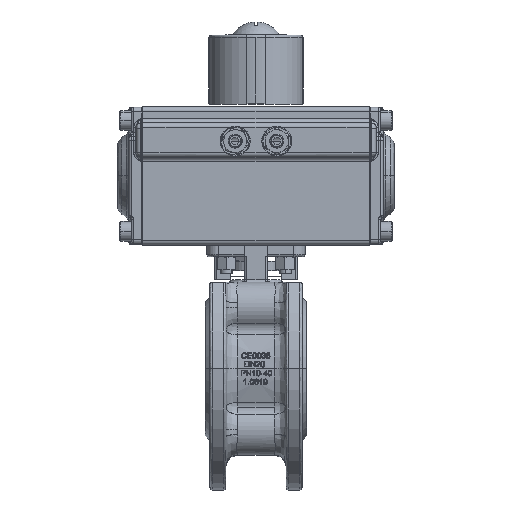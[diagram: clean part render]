
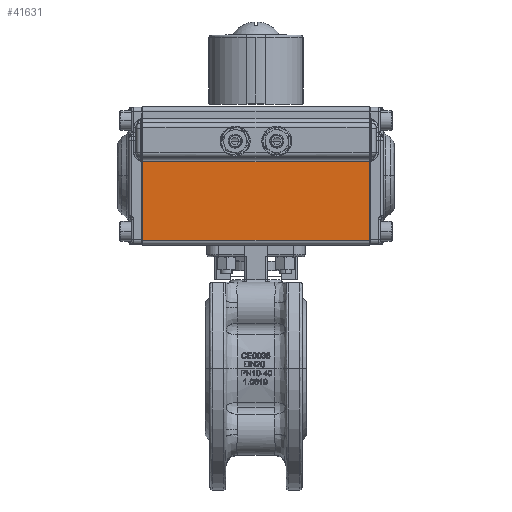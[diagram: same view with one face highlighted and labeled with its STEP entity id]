
A CAD part, top view. The second image highlights one B-rep face of the part: STEP entity #41631.
In plain terms, the highlighted planar face has unit normal (0, 0, -1).
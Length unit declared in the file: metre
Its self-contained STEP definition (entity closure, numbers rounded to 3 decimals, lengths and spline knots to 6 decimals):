
#1526 = VERTEX_POINT ( 'NONE', #5236 ) ;
#1866 = ORIENTED_EDGE ( 'NONE', *, *, #89449, .T. ) ;
#5236 = CARTESIAN_POINT ( 'NONE',  ( 0.047027, 0.052041, 0.13 ) ) ;
#7364 = VERTEX_POINT ( 'NONE', #89156 ) ;
#9652 = DIRECTION ( 'NONE',  ( 1., 0., 0. ) ) ;
#10822 = VERTEX_POINT ( 'NONE', #13985 ) ;
#13985 = CARTESIAN_POINT ( 'NONE',  ( -0.050973, 0.052041, 0.13 ) ) ;
#14324 = DIRECTION ( 'NONE',  ( 0., 0., -1. ) ) ;
#15974 = LINE ( 'NONE', #30856, #41769 ) ;
#16891 = DIRECTION ( 'NONE',  ( 0., 1., 0. ) ) ;
#19634 = VECTOR ( 'NONE', #76149, 1. ) ;
#20614 = AXIS2_PLACEMENT_3D ( 'NONE', #47767, #14324, #42309 ) ;
#21034 = LINE ( 'NONE', #74388, #19634 ) ;
#30856 = CARTESIAN_POINT ( 'NONE',  ( 0.047027, 0.086041, 0.13 ) ) ;
#38472 = DIRECTION ( 'NONE',  ( -1., 0., 0. ) ) ;
#39721 = EDGE_CURVE ( 'NONE', #10822, #7364, #57586, .T. ) ;
#41320 = EDGE_LOOP ( 'NONE', ( #75939, #1866, #58723, #60950 ) ) ;
#41631 = ADVANCED_FACE ( 'NONE', ( #69902 ), #48660, .T. ) ;
#41769 = VECTOR ( 'NONE', #9652, 1. ) ;
#42309 = DIRECTION ( 'NONE',  ( 0., 1., 0. ) ) ;
#47767 = CARTESIAN_POINT ( 'NONE',  ( 0.047027, 0.088041, 0.13 ) ) ;
#48660 = PLANE ( 'NONE',  #20614 ) ;
#49263 = EDGE_CURVE ( 'NONE', #1526, #10822, #78717, .T. ) ;
#53912 = VECTOR ( 'NONE', #16891, 1. ) ;
#57586 = LINE ( 'NONE', #72034, #53912 ) ;
#58723 = ORIENTED_EDGE ( 'NONE', *, *, #49263, .T. ) ;
#60950 = ORIENTED_EDGE ( 'NONE', *, *, #39721, .T. ) ;
#65636 = CARTESIAN_POINT ( 'NONE',  ( 0.047027, 0.052041, 0.13 ) ) ;
#67426 = CARTESIAN_POINT ( 'NONE',  ( 0.047027, 0.086041, 0.13 ) ) ;
#69902 = FACE_OUTER_BOUND ( 'NONE', #41320, .T. ) ;
#72034 = CARTESIAN_POINT ( 'NONE',  ( -0.050973, 0.088041, 0.13 ) ) ;
#74388 = CARTESIAN_POINT ( 'NONE',  ( 0.047027, 0.088041, 0.13 ) ) ;
#75939 = ORIENTED_EDGE ( 'NONE', *, *, #79472, .T. ) ;
#76149 = DIRECTION ( 'NONE',  ( 0., -1., 0. ) ) ;
#78717 = LINE ( 'NONE', #65636, #82272 ) ;
#79472 = EDGE_CURVE ( 'NONE', #7364, #85482, #15974, .T. ) ;
#82272 = VECTOR ( 'NONE', #38472, 1. ) ;
#85482 = VERTEX_POINT ( 'NONE', #67426 ) ;
#89156 = CARTESIAN_POINT ( 'NONE',  ( -0.050973, 0.086041, 0.13 ) ) ;
#89449 = EDGE_CURVE ( 'NONE', #85482, #1526, #21034, .T. ) ;
